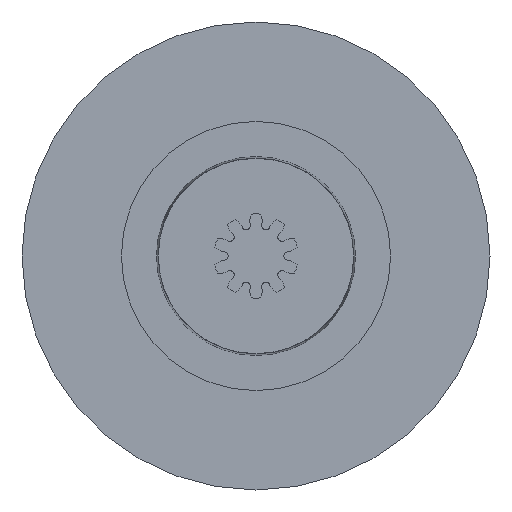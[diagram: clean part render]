
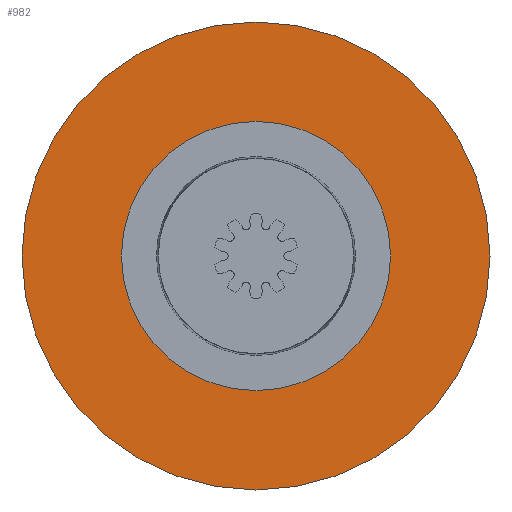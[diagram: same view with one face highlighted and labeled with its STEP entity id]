
A CAD part, front view. The second image highlights one B-rep face of the part: STEP entity #982.
In plain terms, the highlighted planar face has unit normal (0, -1, 0).
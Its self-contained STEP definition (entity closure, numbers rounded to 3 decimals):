
#68=FACE_BOUND('',#200,.T.);
#77=PLANE('',#1162);
#135=FACE_OUTER_BOUND('',#199,.T.);
#199=EDGE_LOOP('',(#921));
#200=EDGE_LOOP('',(#922));
#336=CIRCLE('',#1052,11.5);
#391=CIRCLE('',#1161,20.);
#435=VERTEX_POINT('',#1616);
#487=VERTEX_POINT('',#1821);
#533=EDGE_CURVE('',#435,#435,#336,.T.);
#631=EDGE_CURVE('',#487,#487,#391,.T.);
#921=ORIENTED_EDGE('',*,*,#631,.T.);
#922=ORIENTED_EDGE('',*,*,#533,.T.);
#982=ADVANCED_FACE('',(#135,#68),#77,.T.);
#1052=AXIS2_PLACEMENT_3D('',#1618,#1259,#1260);
#1161=AXIS2_PLACEMENT_3D('',#1822,#1520,#1521);
#1162=AXIS2_PLACEMENT_3D('',#1824,#1523,#1524);
#1259=DIRECTION('center_axis',(0.,1.,0.));
#1260=DIRECTION('ref_axis',(1.,0.,0.));
#1520=DIRECTION('center_axis',(0.,-1.,0.));
#1521=DIRECTION('ref_axis',(1.,0.,0.));
#1523=DIRECTION('center_axis',(0.,-1.,0.));
#1524=DIRECTION('ref_axis',(0.,0.,-1.));
#1616=CARTESIAN_POINT('',(-11.5,17.,0.));
#1618=CARTESIAN_POINT('Origin',(0.,17.,0.));
#1821=CARTESIAN_POINT('',(-20.,17.,0.));
#1822=CARTESIAN_POINT('Origin',(0.,17.,0.));
#1824=CARTESIAN_POINT('Origin',(8.5,17.,0.));
